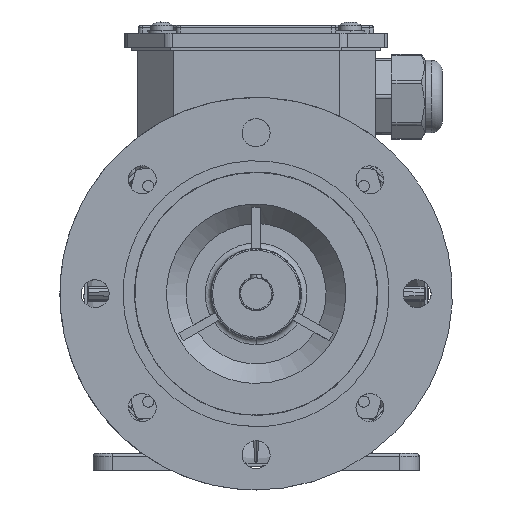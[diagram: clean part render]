
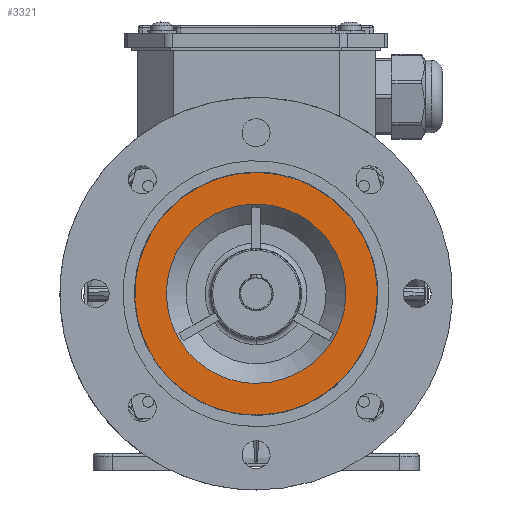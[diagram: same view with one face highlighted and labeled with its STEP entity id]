
A CAD part, top view. The second image highlights one B-rep face of the part: STEP entity #3321.
In plain terms, the highlighted planar face has unit normal (0, 0, 1).
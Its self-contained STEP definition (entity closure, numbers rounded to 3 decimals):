
#281=FACE_BOUND('',#7324,.T.);
#282=FACE_BOUND('',#7325,.T.);
#1870=(
BOUNDED_CURVE()
B_SPLINE_CURVE(2,(#42992,#42993,#42994,#42995,#42996,#42997,#42998),
 .UNSPECIFIED.,.T.,.F.)
B_SPLINE_CURVE_WITH_KNOTS((1,2,2,2,2,1),(-0.333,0.,0.333,
0.667,1.,1.333),.UNSPECIFIED.)
CURVE()
GEOMETRIC_REPRESENTATION_ITEM()
RATIONAL_B_SPLINE_CURVE((1.,0.5,1.,0.5,1.,0.5,1.))
REPRESENTATION_ITEM('')
);
#1880=(
BOUNDED_CURVE()
B_SPLINE_CURVE(2,(#43134,#43135,#43136,#43137,#43138,#43139,#43140),
 .UNSPECIFIED.,.T.,.F.)
B_SPLINE_CURVE_WITH_KNOTS((1,2,2,2,2,1),(-0.333,0.,0.333,
0.667,1.,1.333),.UNSPECIFIED.)
CURVE()
GEOMETRIC_REPRESENTATION_ITEM()
RATIONAL_B_SPLINE_CURVE((1.,0.5,1.,0.5,1.,0.5,1.))
REPRESENTATION_ITEM('')
);
#3321=ADVANCED_FACE('F2056',(#281,#282),#4687,.T.);
#4687=PLANE('',#29735);
#7324=EDGE_LOOP('',(#11771));
#7325=EDGE_LOOP('',(#11772));
#11771=ORIENTED_EDGE('',*,*,#22815,.F.);
#11772=ORIENTED_EDGE('',*,*,#22842,.T.);
#18837=VERTEX_POINT('',#42991);
#18850=VERTEX_POINT('',#43141);
#22815=EDGE_CURVE('E5258',#18837,#18837,#1870,.T.);
#22842=EDGE_CURVE('E5613',#18850,#18850,#1880,.T.);
#29735=AXIS2_PLACEMENT_3D('',#43142,#31809,#31810);
#31809=DIRECTION('',(0.,0.,1.));
#31810=DIRECTION('',(1.,0.,0.));
#42991=CARTESIAN_POINT('',(0.,-32.,-28.023));
#42992=CARTESIAN_POINT('',(0.,-32.,-28.023));
#42993=CARTESIAN_POINT('',(55.426,-32.,-28.023));
#42994=CARTESIAN_POINT('',(27.713,16.,-28.023));
#42995=CARTESIAN_POINT('',(0.,64.,-28.023));
#42996=CARTESIAN_POINT('',(-27.713,16.,-28.023));
#42997=CARTESIAN_POINT('',(-55.426,-32.,-28.023));
#42998=CARTESIAN_POINT('',(0.,-32.,-28.023));
#43134=CARTESIAN_POINT('',(0.,-43.325,-28.023));
#43135=CARTESIAN_POINT('',(75.042,-43.325,-28.023));
#43136=CARTESIAN_POINT('',(37.521,21.663,-28.023));
#43137=CARTESIAN_POINT('',(0.,86.651,-28.023));
#43138=CARTESIAN_POINT('',(-37.521,21.663,-28.023));
#43139=CARTESIAN_POINT('',(-75.042,-43.325,-28.023));
#43140=CARTESIAN_POINT('',(0.,-43.325,-28.023));
#43141=CARTESIAN_POINT('',(0.,-43.325,-28.023));
#43142=CARTESIAN_POINT('',(0.,0.,
-28.023));
